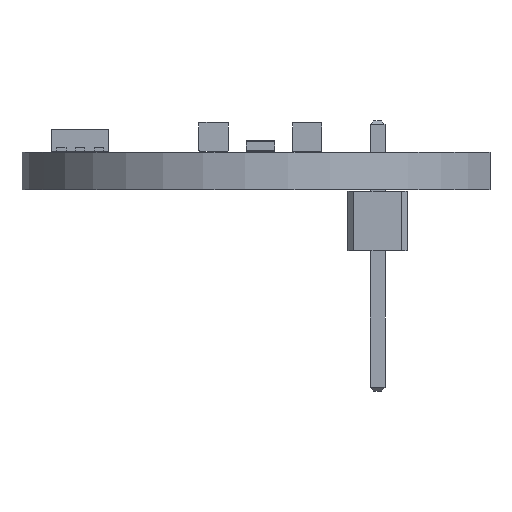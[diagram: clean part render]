
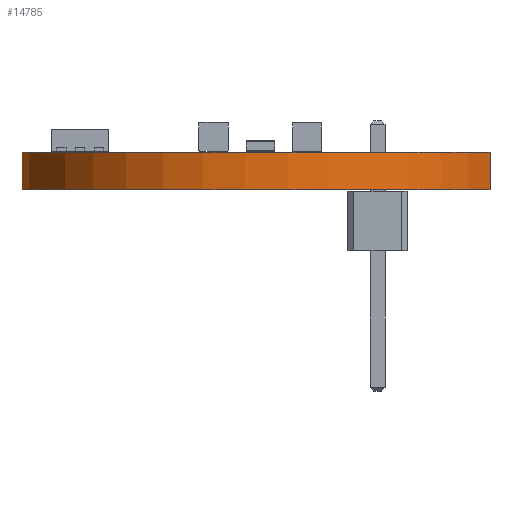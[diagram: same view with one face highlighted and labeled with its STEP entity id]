
A CAD part, front view. The second image highlights one B-rep face of the part: STEP entity #14785.
In plain terms, the highlighted cylindrical face has radius 10.516 mm (diameter 21.031 mm), a partial arc.
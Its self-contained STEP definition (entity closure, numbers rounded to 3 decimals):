
#14604 = PLANE('',#14605);
#14605 = AXIS2_PLACEMENT_3D('',#14606,#14607,#14608);
#14606 = CARTESIAN_POINT('',(7.01,-4.5,0.));
#14607 = DIRECTION('',(0.,1.,0.));
#14608 = DIRECTION('',(1.,0.,0.));
#14629 = VERTEX_POINT('',#14630);
#14630 = CARTESIAN_POINT('',(10.01,-4.5,1.6));
#14644 = PLANE('',#14645);
#14645 = AXIS2_PLACEMENT_3D('',#14646,#14647,#14648);
#14646 = CARTESIAN_POINT('',(1.247,0.,1.6));
#14647 = DIRECTION('',(-0.,-0.,-1.));
#14648 = DIRECTION('',(-1.,0.,0.));
#14656 = EDGE_CURVE('',#14657,#14629,#14659,.T.);
#14657 = VERTEX_POINT('',#14658);
#14658 = CARTESIAN_POINT('',(10.01,-4.5,0.));
#14659 = SURFACE_CURVE('',#14660,(#14664,#14671),.PCURVE_S1.);
#14660 = LINE('',#14661,#14662);
#14661 = CARTESIAN_POINT('',(10.01,-4.5,0.));
#14662 = VECTOR('',#14663,1.);
#14663 = DIRECTION('',(0.,0.,1.));
#14664 = PCURVE('',#14604,#14665);
#14665 = DEFINITIONAL_REPRESENTATION('',(#14666),#14670);
#14666 = LINE('',#14667,#14668);
#14667 = CARTESIAN_POINT('',(3.,0.));
#14668 = VECTOR('',#14669,1.);
#14669 = DIRECTION('',(0.,-1.));
#14670 = ( GEOMETRIC_REPRESENTATION_CONTEXT(2) 
PARAMETRIC_REPRESENTATION_CONTEXT() REPRESENTATION_CONTEXT('2D SPACE',''
  ) );
#14671 = PCURVE('',#14672,#14677);
#14672 = CYLINDRICAL_SURFACE('',#14673,10.516);
#14673 = AXIS2_PLACEMENT_3D('',#14674,#14675,#14676);
#14674 = CARTESIAN_POINT('',(0.506,-0.,0.));
#14675 = DIRECTION('',(-0.,-0.,-1.));
#14676 = DIRECTION('',(1.,0.,-0.));
#14677 = DEFINITIONAL_REPRESENTATION('',(#14678),#14682);
#14678 = LINE('',#14679,#14680);
#14679 = CARTESIAN_POINT('',(-5.841,0.));
#14680 = VECTOR('',#14681,1.);
#14681 = DIRECTION('',(-0.,-1.));
#14682 = ( GEOMETRIC_REPRESENTATION_CONTEXT(2) 
PARAMETRIC_REPRESENTATION_CONTEXT() REPRESENTATION_CONTEXT('2D SPACE',''
  ) );
#14698 = PLANE('',#14699);
#14699 = AXIS2_PLACEMENT_3D('',#14700,#14701,#14702);
#14700 = CARTESIAN_POINT('',(1.247,0.,0.));
#14701 = DIRECTION('',(-0.,-0.,-1.));
#14702 = DIRECTION('',(-1.,0.,0.));
#14731 = PLANE('',#14732);
#14732 = AXIS2_PLACEMENT_3D('',#14733,#14734,#14735);
#14733 = CARTESIAN_POINT('',(10.01,4.5,0.));
#14734 = DIRECTION('',(0.,-1.,0.));
#14735 = DIRECTION('',(-1.,0.,0.));
#14785 = ADVANCED_FACE('',(#14786),#14672,.T.);
#14786 = FACE_BOUND('',#14787,.F.);
#14787 = EDGE_LOOP('',(#14788,#14813,#14839,#14840));
#14788 = ORIENTED_EDGE('',*,*,#14789,.T.);
#14789 = EDGE_CURVE('',#14790,#14792,#14794,.T.);
#14790 = VERTEX_POINT('',#14791);
#14791 = CARTESIAN_POINT('',(10.01,4.5,0.));
#14792 = VERTEX_POINT('',#14793);
#14793 = CARTESIAN_POINT('',(10.01,4.5,1.6));
#14794 = SURFACE_CURVE('',#14795,(#14799,#14806),.PCURVE_S1.);
#14795 = LINE('',#14796,#14797);
#14796 = CARTESIAN_POINT('',(10.01,4.5,0.));
#14797 = VECTOR('',#14798,1.);
#14798 = DIRECTION('',(0.,0.,1.));
#14799 = PCURVE('',#14672,#14800);
#14800 = DEFINITIONAL_REPRESENTATION('',(#14801),#14805);
#14801 = LINE('',#14802,#14803);
#14802 = CARTESIAN_POINT('',(-0.442,0.));
#14803 = VECTOR('',#14804,1.);
#14804 = DIRECTION('',(-0.,-1.));
#14805 = ( GEOMETRIC_REPRESENTATION_CONTEXT(2) 
PARAMETRIC_REPRESENTATION_CONTEXT() REPRESENTATION_CONTEXT('2D SPACE',''
  ) );
#14806 = PCURVE('',#14731,#14807);
#14807 = DEFINITIONAL_REPRESENTATION('',(#14808),#14812);
#14808 = LINE('',#14809,#14810);
#14809 = CARTESIAN_POINT('',(0.,0.));
#14810 = VECTOR('',#14811,1.);
#14811 = DIRECTION('',(0.,-1.));
#14812 = ( GEOMETRIC_REPRESENTATION_CONTEXT(2) 
PARAMETRIC_REPRESENTATION_CONTEXT() REPRESENTATION_CONTEXT('2D SPACE',''
  ) );
#14813 = ORIENTED_EDGE('',*,*,#14814,.T.);
#14814 = EDGE_CURVE('',#14792,#14629,#14815,.T.);
#14815 = SURFACE_CURVE('',#14816,(#14821,#14828),.PCURVE_S1.);
#14816 = CIRCLE('',#14817,10.516);
#14817 = AXIS2_PLACEMENT_3D('',#14818,#14819,#14820);
#14818 = CARTESIAN_POINT('',(0.506,0.,1.6));
#14819 = DIRECTION('',(0.,0.,1.));
#14820 = DIRECTION('',(1.,0.,-0.));
#14821 = PCURVE('',#14672,#14822);
#14822 = DEFINITIONAL_REPRESENTATION('',(#14823),#14827);
#14823 = LINE('',#14824,#14825);
#14824 = CARTESIAN_POINT('',(-0.,-1.6));
#14825 = VECTOR('',#14826,1.);
#14826 = DIRECTION('',(-1.,0.));
#14827 = ( GEOMETRIC_REPRESENTATION_CONTEXT(2) 
PARAMETRIC_REPRESENTATION_CONTEXT() REPRESENTATION_CONTEXT('2D SPACE',''
  ) );
#14828 = PCURVE('',#14644,#14829);
#14829 = DEFINITIONAL_REPRESENTATION('',(#14830),#14838);
#14830 = ( BOUNDED_CURVE() B_SPLINE_CURVE(2,(#14831,#14832,#14833,#14834
    ,#14835,#14836,#14837),.UNSPECIFIED.,.T.,.F.) 
B_SPLINE_CURVE_WITH_KNOTS((1,2,2,2,2,1),(-2.094,0.,
    2.094,4.189,6.283,8.378),
.UNSPECIFIED.) CURVE() GEOMETRIC_REPRESENTATION_ITEM() 
RATIONAL_B_SPLINE_CURVE((1.,0.5,1.,0.5,1.,0.5,1.)) REPRESENTATION_ITEM(
  '') );
#14831 = CARTESIAN_POINT('',(-9.775,0.));
#14832 = CARTESIAN_POINT('',(-9.775,18.214));
#14833 = CARTESIAN_POINT('',(5.999,9.107));
#14834 = CARTESIAN_POINT('',(21.772,0.));
#14835 = CARTESIAN_POINT('',(5.999,-9.107));
#14836 = CARTESIAN_POINT('',(-9.775,-18.214));
#14837 = CARTESIAN_POINT('',(-9.775,0.));
#14838 = ( GEOMETRIC_REPRESENTATION_CONTEXT(2) 
PARAMETRIC_REPRESENTATION_CONTEXT() REPRESENTATION_CONTEXT('2D SPACE',''
  ) );
#14839 = ORIENTED_EDGE('',*,*,#14656,.F.);
#14840 = ORIENTED_EDGE('',*,*,#14841,.F.);
#14841 = EDGE_CURVE('',#14790,#14657,#14842,.T.);
#14842 = SURFACE_CURVE('',#14843,(#14848,#14855),.PCURVE_S1.);
#14843 = CIRCLE('',#14844,10.516);
#14844 = AXIS2_PLACEMENT_3D('',#14845,#14846,#14847);
#14845 = CARTESIAN_POINT('',(0.506,-0.,0.));
#14846 = DIRECTION('',(0.,0.,1.));
#14847 = DIRECTION('',(1.,0.,-0.));
#14848 = PCURVE('',#14672,#14849);
#14849 = DEFINITIONAL_REPRESENTATION('',(#14850),#14854);
#14850 = LINE('',#14851,#14852);
#14851 = CARTESIAN_POINT('',(-0.,0.));
#14852 = VECTOR('',#14853,1.);
#14853 = DIRECTION('',(-1.,0.));
#14854 = ( GEOMETRIC_REPRESENTATION_CONTEXT(2) 
PARAMETRIC_REPRESENTATION_CONTEXT() REPRESENTATION_CONTEXT('2D SPACE',''
  ) );
#14855 = PCURVE('',#14698,#14856);
#14856 = DEFINITIONAL_REPRESENTATION('',(#14857),#14865);
#14857 = ( BOUNDED_CURVE() B_SPLINE_CURVE(2,(#14858,#14859,#14860,#14861
    ,#14862,#14863,#14864),.UNSPECIFIED.,.T.,.F.) 
B_SPLINE_CURVE_WITH_KNOTS((1,2,2,2,2,1),(-2.094,0.,
    2.094,4.189,6.283,8.378),
.UNSPECIFIED.) CURVE() GEOMETRIC_REPRESENTATION_ITEM() 
RATIONAL_B_SPLINE_CURVE((1.,0.5,1.,0.5,1.,0.5,1.)) REPRESENTATION_ITEM(
  '') );
#14858 = CARTESIAN_POINT('',(-9.775,0.));
#14859 = CARTESIAN_POINT('',(-9.775,18.214));
#14860 = CARTESIAN_POINT('',(5.999,9.107));
#14861 = CARTESIAN_POINT('',(21.772,0.));
#14862 = CARTESIAN_POINT('',(5.999,-9.107));
#14863 = CARTESIAN_POINT('',(-9.775,-18.214));
#14864 = CARTESIAN_POINT('',(-9.775,0.));
#14865 = ( GEOMETRIC_REPRESENTATION_CONTEXT(2) 
PARAMETRIC_REPRESENTATION_CONTEXT() REPRESENTATION_CONTEXT('2D SPACE',''
  ) );
